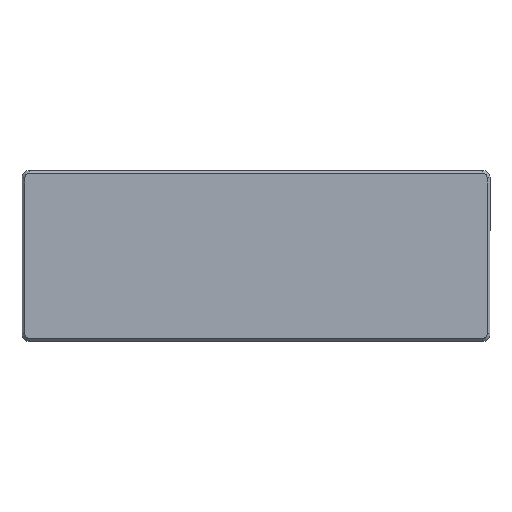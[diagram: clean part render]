
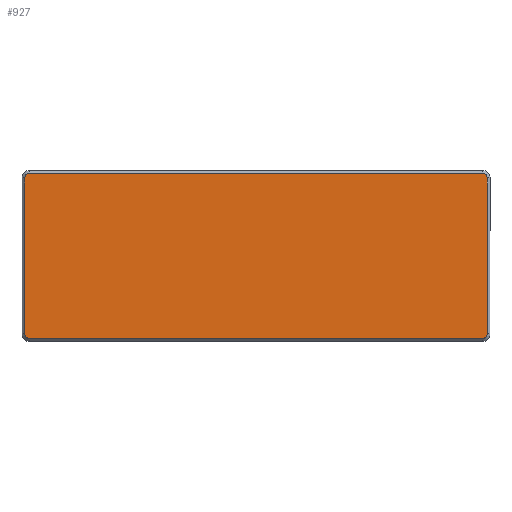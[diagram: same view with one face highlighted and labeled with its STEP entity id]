
A CAD part, top view. The second image highlights one B-rep face of the part: STEP entity #927.
In plain terms, the highlighted planar face has unit normal (0, 0, 1).
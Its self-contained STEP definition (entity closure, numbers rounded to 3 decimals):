
#32=CIRCLE('',#975,0.5);
#34=CIRCLE('',#979,0.5);
#36=CIRCLE('',#983,0.5);
#38=CIRCLE('',#987,0.5);
#78=FACE_OUTER_BOUND('',#134,.T.);
#134=EDGE_LOOP('',(#662,#663,#664,#665,#666,#667,#668,#669));
#183=LINE('',#1343,#287);
#188=LINE('',#1357,#292);
#192=LINE('',#1369,#296);
#196=LINE('',#1381,#300);
#287=VECTOR('',#1064,10.);
#292=VECTOR('',#1077,10.);
#296=VECTOR('',#1089,10.);
#300=VECTOR('',#1101,10.);
#391=VERTEX_POINT('',#1340);
#392=VERTEX_POINT('',#1342);
#395=VERTEX_POINT('',#1349);
#397=VERTEX_POINT('',#1355);
#399=VERTEX_POINT('',#1361);
#401=VERTEX_POINT('',#1367);
#403=VERTEX_POINT('',#1373);
#405=VERTEX_POINT('',#1379);
#475=EDGE_CURVE('',#391,#392,#183,.T.);
#479=EDGE_CURVE('',#395,#391,#32,.T.);
#482=EDGE_CURVE('',#397,#395,#188,.T.);
#485=EDGE_CURVE('',#399,#397,#34,.T.);
#488=EDGE_CURVE('',#401,#399,#192,.T.);
#491=EDGE_CURVE('',#403,#401,#36,.T.);
#494=EDGE_CURVE('',#405,#403,#196,.T.);
#496=EDGE_CURVE('',#392,#405,#38,.T.);
#662=ORIENTED_EDGE('',*,*,#475,.F.);
#663=ORIENTED_EDGE('',*,*,#479,.F.);
#664=ORIENTED_EDGE('',*,*,#482,.F.);
#665=ORIENTED_EDGE('',*,*,#485,.F.);
#666=ORIENTED_EDGE('',*,*,#488,.F.);
#667=ORIENTED_EDGE('',*,*,#491,.F.);
#668=ORIENTED_EDGE('',*,*,#494,.F.);
#669=ORIENTED_EDGE('',*,*,#496,.F.);
#882=PLANE('',#997);
#927=ADVANCED_FACE('',(#78),#882,.T.);
#975=AXIS2_PLACEMENT_3D('',#1351,#1070,#1071);
#979=AXIS2_PLACEMENT_3D('',#1363,#1082,#1083);
#983=AXIS2_PLACEMENT_3D('',#1375,#1094,#1095);
#987=AXIS2_PLACEMENT_3D('',#1384,#1105,#1106);
#997=AXIS2_PLACEMENT_3D('',#1416,#1136,#1137);
#1064=DIRECTION('',(1.,0.,0.));
#1070=DIRECTION('center_axis',(0.,0.,-1.));
#1071=DIRECTION('ref_axis',(0.,1.,0.));
#1077=DIRECTION('',(0.,1.,0.));
#1082=DIRECTION('center_axis',(0.,0.,-1.));
#1083=DIRECTION('ref_axis',(-1.,0.,0.));
#1089=DIRECTION('',(-1.,0.,0.));
#1094=DIRECTION('center_axis',(0.,0.,-1.));
#1095=DIRECTION('ref_axis',(0.,-1.,0.));
#1101=DIRECTION('',(0.,-1.,0.));
#1105=DIRECTION('center_axis',(0.,0.,-1.));
#1106=DIRECTION('ref_axis',(1.,0.,0.));
#1136=DIRECTION('center_axis',(0.,0.,1.));
#1137=DIRECTION('ref_axis',(1.,0.,0.));
#1340=CARTESIAN_POINT('',(-0.4,8.9,5.8));
#1342=CARTESIAN_POINT('',(48.4,8.9,5.8));
#1343=CARTESIAN_POINT('',(36.2,8.9,5.8));
#1349=CARTESIAN_POINT('',(-0.9,8.4,5.8));
#1351=CARTESIAN_POINT('Origin',(-0.4,8.4,5.8));
#1355=CARTESIAN_POINT('',(-0.9,-8.4,5.8));
#1357=CARTESIAN_POINT('',(-0.9,4.2,5.8));
#1361=CARTESIAN_POINT('',(-0.4,-8.9,5.8));
#1363=CARTESIAN_POINT('Origin',(-0.4,-8.4,5.8));
#1367=CARTESIAN_POINT('',(48.4,-8.9,5.8));
#1369=CARTESIAN_POINT('',(11.8,-8.9,5.8));
#1373=CARTESIAN_POINT('',(48.9,-8.4,5.8));
#1375=CARTESIAN_POINT('Origin',(48.4,-8.4,5.8));
#1379=CARTESIAN_POINT('',(48.9,8.4,5.8));
#1381=CARTESIAN_POINT('',(48.9,-4.2,5.8));
#1384=CARTESIAN_POINT('Origin',(48.4,8.4,5.8));
#1416=CARTESIAN_POINT('Origin',(24.,0.,5.8));
